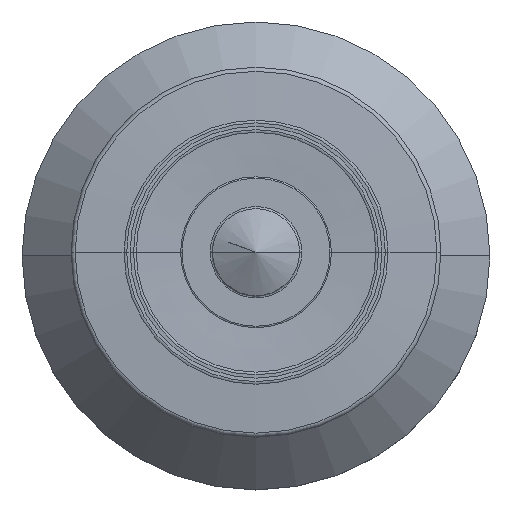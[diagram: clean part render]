
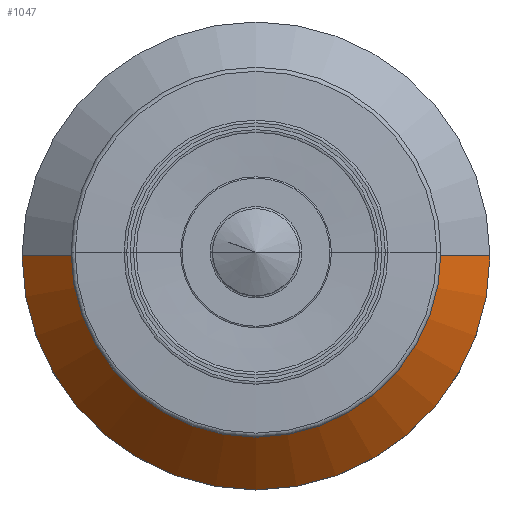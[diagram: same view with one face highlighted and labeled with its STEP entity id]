
A CAD part, top view. The second image highlights one B-rep face of the part: STEP entity #1047.
In plain terms, the highlighted conical face has half-angle 45 degrees and reference radius 16.25 mm.
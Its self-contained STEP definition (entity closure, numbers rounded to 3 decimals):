
#18 = AXIS2_PLACEMENT_3D ( 'NONE', #1616, #1320, #1179 ) ;
#204 = ORIENTED_EDGE ( 'NONE', *, *, #272, .T. ) ;
#272 = EDGE_CURVE ( 'NONE', #1386, #1140, #1443, .T. ) ;
#331 = ORIENTED_EDGE ( 'NONE', *, *, #866, .F. ) ;
#532 = EDGE_CURVE ( 'NONE', #1140, #1468, #598, .T. ) ;
#550 = DIRECTION ( 'NONE',  ( 0.707, 0., -0.707 ) ) ;
#571 = CARTESIAN_POINT ( 'NONE',  ( 0., 0., 13.25 ) ) ;
#598 = CIRCLE ( 'NONE', #18, 21.5 ) ;
#673 = EDGE_LOOP ( 'NONE', ( #331, #1478, #204, #983 ) ) ;
#711 = DIRECTION ( 'NONE',  ( 0., 0., -1. ) ) ;
#866 = EDGE_CURVE ( 'NONE', #2082, #1468, #871, .T. ) ;
#871 = LINE ( 'NONE', #1766, #1296 ) ;
#971 = DIRECTION ( 'NONE',  ( 1., 0., 0. ) ) ;
#983 = ORIENTED_EDGE ( 'NONE', *, *, #532, .T. ) ;
#1037 = CONICAL_SURFACE ( 'NONE', #1050, 16.25, 0.785 ) ;
#1047 = ADVANCED_FACE ( 'NONE', ( #1981 ), #1037, .T. ) ;
#1050 = AXIS2_PLACEMENT_3D ( 'NONE', #571, #711, #2040 ) ;
#1069 = CIRCLE ( 'NONE', #1837, 16.25 ) ;
#1076 = DIRECTION ( 'NONE',  ( 0., 0., 1. ) ) ;
#1140 = VERTEX_POINT ( 'NONE', #1350 ) ;
#1179 = DIRECTION ( 'NONE',  ( 1., 0., 0. ) ) ;
#1258 = CARTESIAN_POINT ( 'NONE',  ( 0., 0., 13.25 ) ) ;
#1296 = VECTOR ( 'NONE', #550, 1000. ) ;
#1320 = DIRECTION ( 'NONE',  ( 0., 0., 1. ) ) ;
#1350 = CARTESIAN_POINT ( 'NONE',  ( -21.5, 0., 8. ) ) ;
#1383 = CARTESIAN_POINT ( 'NONE',  ( -16.25, 0., 13.25 ) ) ;
#1386 = VERTEX_POINT ( 'NONE', #1383 ) ;
#1394 = VECTOR ( 'NONE', #1944, 1000. ) ;
#1443 = LINE ( 'NONE', #1807, #1394 ) ;
#1468 = VERTEX_POINT ( 'NONE', #1590 ) ;
#1478 = ORIENTED_EDGE ( 'NONE', *, *, #1876, .F. ) ;
#1496 = CARTESIAN_POINT ( 'NONE',  ( 16.25, 0., 13.25 ) ) ;
#1590 = CARTESIAN_POINT ( 'NONE',  ( 21.5, 0., 8. ) ) ;
#1616 = CARTESIAN_POINT ( 'NONE',  ( 0., 0., 8. ) ) ;
#1766 = CARTESIAN_POINT ( 'NONE',  ( 16.25, 0., 13.25 ) ) ;
#1807 = CARTESIAN_POINT ( 'NONE',  ( -16.25, 0., 13.25 ) ) ;
#1837 = AXIS2_PLACEMENT_3D ( 'NONE', #1258, #1076, #971 ) ;
#1876 = EDGE_CURVE ( 'NONE', #1386, #2082, #1069, .T. ) ;
#1944 = DIRECTION ( 'NONE',  ( -0.707, 0., -0.707 ) ) ;
#1981 = FACE_OUTER_BOUND ( 'NONE', #673, .T. ) ;
#2040 = DIRECTION ( 'NONE',  ( -1., 0., 0. ) ) ;
#2082 = VERTEX_POINT ( 'NONE', #1496 ) ;
